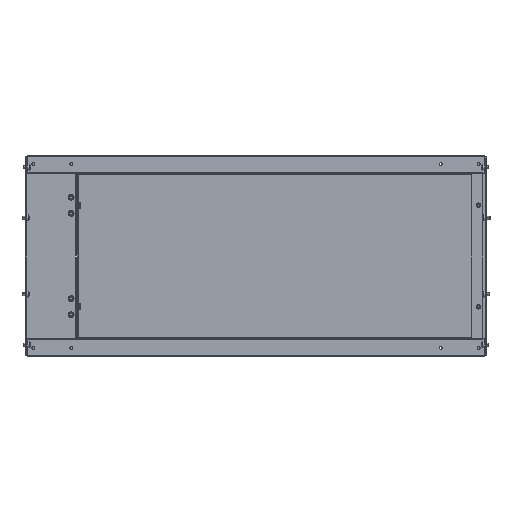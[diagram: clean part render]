
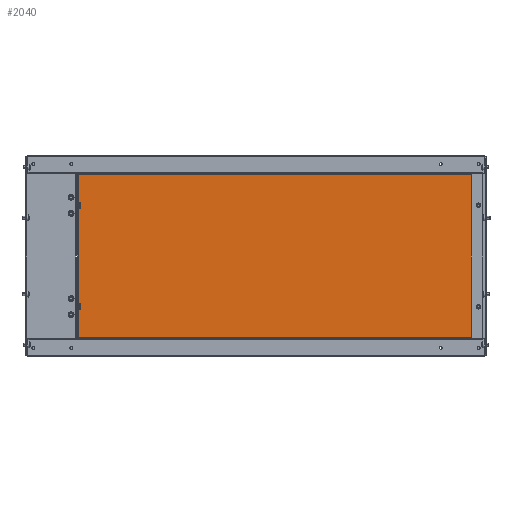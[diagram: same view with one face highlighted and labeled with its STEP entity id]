
A CAD part, left-side view. The second image highlights one B-rep face of the part: STEP entity #2040.
In plain terms, the highlighted planar face has unit normal (-1, 0, 0).
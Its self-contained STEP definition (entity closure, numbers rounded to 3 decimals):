
#44 = CARTESIAN_POINT ( 'NONE',  ( -2., 387.75, 160.5 ) ) ;
#577 = DIRECTION ( 'NONE',  ( 0., 0., 1. ) ) ;
#597 = VERTEX_POINT ( 'NONE', #44 ) ;
#2040 = ADVANCED_FACE ( 'NONE', ( #22805 ), #24824, .T. ) ;
#2196 = EDGE_CURVE ( 'NONE', #19849, #597, #25615, .T. ) ;
#2810 = VERTEX_POINT ( 'NONE', #25968 ) ;
#2896 = LINE ( 'NONE', #6910, #20669 ) ;
#3808 = ORIENTED_EDGE ( 'NONE', *, *, #10340, .T. ) ;
#4381 = CARTESIAN_POINT ( 'NONE',  ( -2., -387.75, 160.5 ) ) ;
#4442 = DIRECTION ( 'NONE',  ( -1., 0., 0. ) ) ;
#4453 = EDGE_CURVE ( 'NONE', #2810, #8603, #26098, .T. ) ;
#5726 = CARTESIAN_POINT ( 'NONE',  ( -2., 0., -160.5 ) ) ;
#6263 = CARTESIAN_POINT ( 'NONE',  ( -2., -387.75, -160.5 ) ) ;
#6910 = CARTESIAN_POINT ( 'NONE',  ( -2., 387.75, 0. ) ) ;
#7194 = EDGE_CURVE ( 'NONE', #8603, #19849, #16604, .T. ) ;
#8603 = VERTEX_POINT ( 'NONE', #6263 ) ;
#8723 = EDGE_LOOP ( 'NONE', ( #12567, #18580, #14729, #3808 ) ) ;
#9448 = DIRECTION ( 'NONE',  ( 0., 0., -1. ) ) ;
#10340 = EDGE_CURVE ( 'NONE', #597, #2810, #2896, .T. ) ;
#10818 = VECTOR ( 'NONE', #15436, 1000. ) ;
#11225 = VECTOR ( 'NONE', #16343, 1000. ) ;
#12567 = ORIENTED_EDGE ( 'NONE', *, *, #4453, .T. ) ;
#13893 = DIRECTION ( 'NONE',  ( 0., -1., 0. ) ) ;
#14605 = CARTESIAN_POINT ( 'NONE',  ( -2., -387.75, 0. ) ) ;
#14729 = ORIENTED_EDGE ( 'NONE', *, *, #2196, .T. ) ;
#15436 = DIRECTION ( 'NONE',  ( 0., 1., 0. ) ) ;
#16343 = DIRECTION ( 'NONE',  ( 0., 0., 1. ) ) ;
#16604 = LINE ( 'NONE', #14605, #11225 ) ;
#16640 = CARTESIAN_POINT ( 'NONE',  ( -2., 0., 0. ) ) ;
#18580 = ORIENTED_EDGE ( 'NONE', *, *, #7194, .T. ) ;
#19451 = CARTESIAN_POINT ( 'NONE',  ( -2., 0., 160.5 ) ) ;
#19849 = VERTEX_POINT ( 'NONE', #4381 ) ;
#20235 = AXIS2_PLACEMENT_3D ( 'NONE', #16640, #4442, #577 ) ;
#20293 = VECTOR ( 'NONE', #13893, 1000. ) ;
#20669 = VECTOR ( 'NONE', #9448, 1000. ) ;
#22805 = FACE_OUTER_BOUND ( 'NONE', #8723, .T. ) ;
#24824 = PLANE ( 'NONE',  #20235 ) ;
#25615 = LINE ( 'NONE', #19451, #10818 ) ;
#25968 = CARTESIAN_POINT ( 'NONE',  ( -2., 387.75, -160.5 ) ) ;
#26098 = LINE ( 'NONE', #5726, #20293 ) ;
